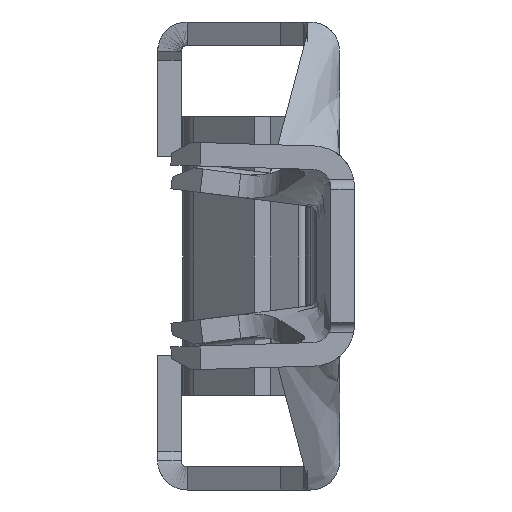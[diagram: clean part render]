
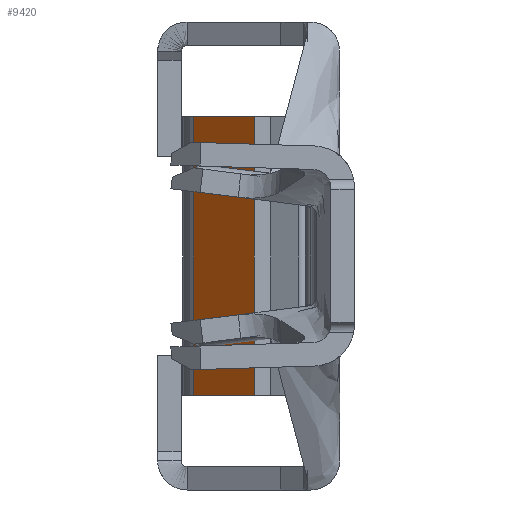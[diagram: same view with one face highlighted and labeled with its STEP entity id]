
A CAD part, left-side view. The second image highlights one B-rep face of the part: STEP entity #9420.
In plain terms, the highlighted planar face has unit normal (-0.707, 0.707, 0).
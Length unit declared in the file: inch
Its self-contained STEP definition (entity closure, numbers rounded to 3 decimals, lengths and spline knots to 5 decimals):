
#36 = EDGE_CURVE ( 'NONE', #11703, #10459, #10834, .T. ) ;
#98 = EDGE_CURVE ( 'NONE', #9321, #5299, #519, .T. ) ;
#519 = LINE ( 'NONE', #7061, #3185 ) ;
#584 = VECTOR ( 'NONE', #11114, 39.37008 ) ;
#760 = CARTESIAN_POINT ( 'NONE',  ( -0.22989, 0.09938, 0.095 ) ) ;
#858 = VECTOR ( 'NONE', #7649, 39.37008 ) ;
#1124 = CARTESIAN_POINT ( 'NONE',  ( -0.271, 0.05827, 0.095 ) ) ;
#1823 = VECTOR ( 'NONE', #11829, 39.37008 ) ;
#2428 = CARTESIAN_POINT ( 'NONE',  ( -0.22989, 0.09938, -0.095 ) ) ;
#3185 = VECTOR ( 'NONE', #7087, 39.37008 ) ;
#4846 = CARTESIAN_POINT ( 'NONE',  ( -0.22989, 0.09938, -0.095 ) ) ;
#5001 = ORIENTED_EDGE ( 'NONE', *, *, #10873, .T. ) ;
#5132 = ORIENTED_EDGE ( 'NONE', *, *, #98, .F. ) ;
#5189 = ORIENTED_EDGE ( 'NONE', *, *, #11435, .F. ) ;
#5272 = ORIENTED_EDGE ( 'NONE', *, *, #36, .T. ) ;
#5299 = VERTEX_POINT ( 'NONE', #8819 ) ;
#7003 = LINE ( 'NONE', #760, #1823 ) ;
#7013 = FACE_OUTER_BOUND ( 'NONE', #10495, .T. ) ;
#7061 = CARTESIAN_POINT ( 'NONE',  ( -0.271, 0.05827, 0.095 ) ) ;
#7087 = DIRECTION ( 'NONE',  ( 0., 0., -1. ) ) ;
#7611 = CARTESIAN_POINT ( 'NONE',  ( -0.22989, 0.09938, 0.095 ) ) ;
#7649 = DIRECTION ( 'NONE',  ( 0., 0., -1. ) ) ;
#7756 = AXIS2_PLACEMENT_3D ( 'NONE', #8915, #10595, #10639 ) ;
#8030 = LINE ( 'NONE', #4846, #584 ) ;
#8819 = CARTESIAN_POINT ( 'NONE',  ( -0.271, 0.05827, -0.095 ) ) ;
#8915 = CARTESIAN_POINT ( 'NONE',  ( -0.22989, 0.09938, 0.095 ) ) ;
#9321 = VERTEX_POINT ( 'NONE', #1124 ) ;
#9420 = ADVANCED_FACE ( 'NONE', ( #7013 ), #9781, .F. ) ;
#9781 = PLANE ( 'NONE',  #7756 ) ;
#10459 = VERTEX_POINT ( 'NONE', #2428 ) ;
#10495 = EDGE_LOOP ( 'NONE', ( #5001, #5132, #5189, #5272 ) ) ;
#10595 = DIRECTION ( 'NONE',  ( 0.707, -0.707, 0. ) ) ;
#10639 = DIRECTION ( 'NONE',  ( 0.707, 0.707, 0. ) ) ;
#10834 = LINE ( 'NONE', #7611, #858 ) ;
#10873 = EDGE_CURVE ( 'NONE', #10459, #5299, #8030, .T. ) ;
#11114 = DIRECTION ( 'NONE',  ( -0.707, -0.707, 0. ) ) ;
#11435 = EDGE_CURVE ( 'NONE', #11703, #9321, #7003, .T. ) ;
#11703 = VERTEX_POINT ( 'NONE', #12054 ) ;
#11829 = DIRECTION ( 'NONE',  ( -0.707, -0.707, 0. ) ) ;
#12054 = CARTESIAN_POINT ( 'NONE',  ( -0.22989, 0.09938, 0.095 ) ) ;
